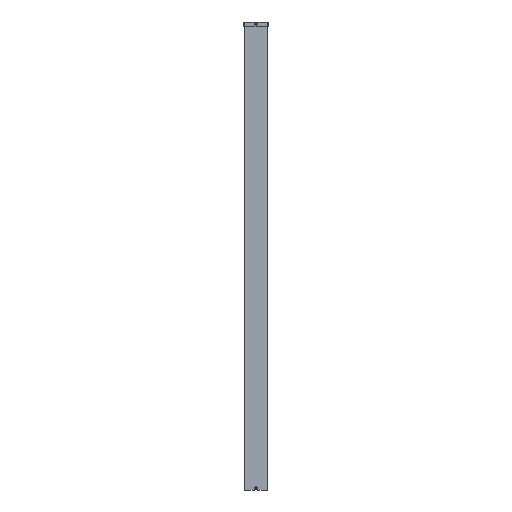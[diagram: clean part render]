
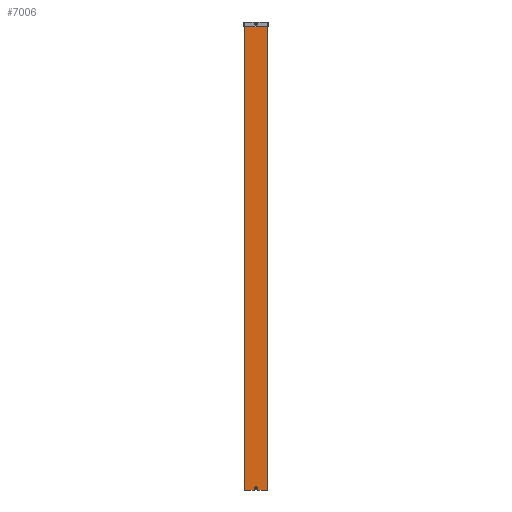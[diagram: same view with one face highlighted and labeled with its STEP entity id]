
A CAD part, front view. The second image highlights one B-rep face of the part: STEP entity #7006.
In plain terms, the highlighted planar face has unit normal (0, -1, 0).
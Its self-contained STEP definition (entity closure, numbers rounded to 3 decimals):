
#53 = EDGE_CURVE ( 'NONE', #6918, #2034, #2239, .T. ) ;
#111 = AXIS2_PLACEMENT_3D ( 'NONE', #6995, #6906, #7077 ) ;
#121 = CARTESIAN_POINT ( 'NONE',  ( -74., 0., -2969. ) ) ;
#164 = EDGE_CURVE ( 'NONE', #273, #2107, #3318, .T. ) ;
#207 = CARTESIAN_POINT ( 'NONE',  ( -7.3, 0., -2955. ) ) ;
#266 = DIRECTION ( 'NONE',  ( 0., 0., 1. ) ) ;
#273 = VERTEX_POINT ( 'NONE', #2025 ) ;
#300 = CARTESIAN_POINT ( 'NONE',  ( 74., 0., -2969. ) ) ;
#311 = VECTOR ( 'NONE', #7259, 1000. ) ;
#358 = CARTESIAN_POINT ( 'NONE',  ( -75., 0., -2969. ) ) ;
#359 = EDGE_CURVE ( 'NONE', #1426, #2766, #5682, .T. ) ;
#398 = EDGE_CURVE ( 'NONE', #1159, #6048, #5477, .T. ) ;
#416 = CIRCLE ( 'NONE', #1707, 7.3 ) ;
#622 = EDGE_CURVE ( 'NONE', #2034, #6823, #1554, .T. ) ;
#668 = CARTESIAN_POINT ( 'NONE',  ( 0., 0., -2955. ) ) ;
#669 = CARTESIAN_POINT ( 'NONE',  ( 75., 0., 0. ) ) ;
#708 = LINE ( 'NONE', #121, #3812 ) ;
#729 = ORIENTED_EDGE ( 'NONE', *, *, #1027, .F. ) ;
#740 = VERTEX_POINT ( 'NONE', #8101 ) ;
#748 = DIRECTION ( 'NONE',  ( 0., 0., 1. ) ) ;
#869 = CARTESIAN_POINT ( 'NONE',  ( -74., 0., -2969. ) ) ;
#929 = ORIENTED_EDGE ( 'NONE', *, *, #7490, .F. ) ;
#1027 = EDGE_CURVE ( 'NONE', #740, #2766, #7941, .T. ) ;
#1114 = ORIENTED_EDGE ( 'NONE', *, *, #53, .T. ) ;
#1159 = VERTEX_POINT ( 'NONE', #3866 ) ;
#1165 = AXIS2_PLACEMENT_3D ( 'NONE', #2288, #5414, #3544 ) ;
#1244 = VERTEX_POINT ( 'NONE', #207 ) ;
#1261 = VECTOR ( 'NONE', #7572, 1000. ) ;
#1263 = VERTEX_POINT ( 'NONE', #5809 ) ;
#1280 = DIRECTION ( 'NONE',  ( -1., 0., 0. ) ) ;
#1282 = DIRECTION ( 'NONE',  ( 1., 0., 0. ) ) ;
#1356 = DIRECTION ( 'NONE',  ( 1., 0., 0. ) ) ;
#1426 = VERTEX_POINT ( 'NONE', #2368 ) ;
#1499 = ORIENTED_EDGE ( 'NONE', *, *, #398, .T. ) ;
#1554 = CIRCLE ( 'NONE', #4274, 0.5 ) ;
#1575 = EDGE_CURVE ( 'NONE', #1263, #1244, #416, .T. ) ;
#1707 = AXIS2_PLACEMENT_3D ( 'NONE', #668, #5020, #1280 ) ;
#1716 = EDGE_CURVE ( 'NONE', #6239, #4838, #4800, .T. ) ;
#1966 = DIRECTION ( 'NONE',  ( 0.707, 0., 0.707 ) ) ;
#1982 = ORIENTED_EDGE ( 'NONE', *, *, #3688, .T. ) ;
#2025 = CARTESIAN_POINT ( 'NONE',  ( 11.061, 0., -2968.854 ) ) ;
#2034 = VERTEX_POINT ( 'NONE', #3542 ) ;
#2107 = VERTEX_POINT ( 'NONE', #6708 ) ;
#2239 = LINE ( 'NONE', #7160, #3900 ) ;
#2275 = FACE_BOUND ( 'NONE', #3925, .T. ) ;
#2288 = CARTESIAN_POINT ( 'NONE',  ( 75., 0., -2969. ) ) ;
#2338 = VECTOR ( 'NONE', #266, 1000. ) ;
#2368 = CARTESIAN_POINT ( 'NONE',  ( 74., 0., -2969. ) ) ;
#2538 = AXIS2_PLACEMENT_3D ( 'NONE', #6365, #2576, #6987 ) ;
#2576 = DIRECTION ( 'NONE',  ( 0., 1., 0. ) ) ;
#2591 = CARTESIAN_POINT ( 'NONE',  ( -11.207, 0., -2969. ) ) ;
#2631 = EDGE_CURVE ( 'NONE', #4838, #273, #7977, .T. ) ;
#2710 = EDGE_CURVE ( 'NONE', #1244, #1263, #5915, .T. ) ;
#2766 = VERTEX_POINT ( 'NONE', #5399 ) ;
#2792 = DIRECTION ( 'NONE',  ( 0., 1., 0. ) ) ;
#2914 = PLANE ( 'NONE',  #1165 ) ;
#2951 = ORIENTED_EDGE ( 'NONE', *, *, #5534, .T. ) ;
#3145 = ORIENTED_EDGE ( 'NONE', *, *, #7500, .T. ) ;
#3168 = AXIS2_PLACEMENT_3D ( 'NONE', #4003, #4030, #4134 ) ;
#3318 = CIRCLE ( 'NONE', #3168, 0.5 ) ;
#3348 = DIRECTION ( 'NONE',  ( 0.707, 0., -0.707 ) ) ;
#3444 = CARTESIAN_POINT ( 'NONE',  ( -11.414, 0., -2968.5 ) ) ;
#3471 = DIRECTION ( 'NONE',  ( 0., -1., 0. ) ) ;
#3499 = DIRECTION ( 'NONE',  ( 1., 0., 0. ) ) ;
#3542 = CARTESIAN_POINT ( 'NONE',  ( -11.414, 0., -2969. ) ) ;
#3544 = DIRECTION ( 'NONE',  ( 1., 0., 0. ) ) ;
#3625 = LINE ( 'NONE', #5746, #6976 ) ;
#3688 = EDGE_CURVE ( 'NONE', #2107, #1426, #6975, .T. ) ;
#3743 = FACE_OUTER_BOUND ( 'NONE', #5338, .T. ) ;
#3752 = AXIS2_PLACEMENT_3D ( 'NONE', #6572, #2792, #7210 ) ;
#3812 = VECTOR ( 'NONE', #748, 1000. ) ;
#3837 = ORIENTED_EDGE ( 'NONE', *, *, #359, .T. ) ;
#3866 = CARTESIAN_POINT ( 'NONE',  ( -10.854, 0., -2968.646 ) ) ;
#3900 = VECTOR ( 'NONE', #5114, 1000. ) ;
#3925 = EDGE_LOOP ( 'NONE', ( #7307, #6543 ) ) ;
#4003 = CARTESIAN_POINT ( 'NONE',  ( 11.414, 0., -2968.5 ) ) ;
#4030 = DIRECTION ( 'NONE',  ( 0., -1., 0. ) ) ;
#4033 = ORIENTED_EDGE ( 'NONE', *, *, #7352, .F. ) ;
#4134 = DIRECTION ( 'NONE',  ( 1., 0., 0. ) ) ;
#4274 = AXIS2_PLACEMENT_3D ( 'NONE', #3444, #3471, #3499 ) ;
#4428 = ORIENTED_EDGE ( 'NONE', *, *, #622, .T. ) ;
#4430 = CARTESIAN_POINT ( 'NONE',  ( -11.061, 0., -2968.854 ) ) ;
#4461 = VECTOR ( 'NONE', #1966, 1000. ) ;
#4608 = LINE ( 'NONE', #669, #7962 ) ;
#4633 = CARTESIAN_POINT ( 'NONE',  ( 10.5, 0., -2968.5 ) ) ;
#4800 = CIRCLE ( 'NONE', #2538, 0.5 ) ;
#4838 = VERTEX_POINT ( 'NONE', #7565 ) ;
#5016 = ORIENTED_EDGE ( 'NONE', *, *, #1716, .T. ) ;
#5020 = DIRECTION ( 'NONE',  ( 0., 1., 0. ) ) ;
#5105 = ORIENTED_EDGE ( 'NONE', *, *, #164, .T. ) ;
#5114 = DIRECTION ( 'NONE',  ( 1., 0., 0. ) ) ;
#5338 = EDGE_LOOP ( 'NONE', ( #8082, #5105, #1982, #3837, #729, #4033, #929, #1114, #4428, #2951, #1499, #3145, #5016 ) ) ;
#5399 = CARTESIAN_POINT ( 'NONE',  ( 74., 0., 0. ) ) ;
#5414 = DIRECTION ( 'NONE',  ( 0., -1., 0. ) ) ;
#5477 = CIRCLE ( 'NONE', #111, 0.5 ) ;
#5534 = EDGE_CURVE ( 'NONE', #6823, #1159, #7819, .T. ) ;
#5682 = LINE ( 'NONE', #300, #2338 ) ;
#5695 = CARTESIAN_POINT ( 'NONE',  ( -10.5, 0., -2968.5 ) ) ;
#5746 = CARTESIAN_POINT ( 'NONE',  ( -75., 0., -2968.5 ) ) ;
#5809 = CARTESIAN_POINT ( 'NONE',  ( 7.3, 0., -2955. ) ) ;
#5915 = CIRCLE ( 'NONE', #3752, 7.3 ) ;
#6048 = VERTEX_POINT ( 'NONE', #5695 ) ;
#6155 = CARTESIAN_POINT ( 'NONE',  ( -74., 0., 0. ) ) ;
#6239 = VERTEX_POINT ( 'NONE', #4633 ) ;
#6321 = VECTOR ( 'NONE', #3348, 1000. ) ;
#6365 = CARTESIAN_POINT ( 'NONE',  ( 10.5, 0., -2969. ) ) ;
#6543 = ORIENTED_EDGE ( 'NONE', *, *, #1575, .T. ) ;
#6572 = CARTESIAN_POINT ( 'NONE',  ( 0., 0., -2955. ) ) ;
#6575 = VERTEX_POINT ( 'NONE', #6155 ) ;
#6708 = CARTESIAN_POINT ( 'NONE',  ( 11.414, 0., -2969. ) ) ;
#6823 = VERTEX_POINT ( 'NONE', #4430 ) ;
#6906 = DIRECTION ( 'NONE',  ( 0., 1., 0. ) ) ;
#6918 = VERTEX_POINT ( 'NONE', #869 ) ;
#6975 = LINE ( 'NONE', #358, #311 ) ;
#6976 = VECTOR ( 'NONE', #1356, 1000. ) ;
#6987 = DIRECTION ( 'NONE',  ( -1., 0., 0. ) ) ;
#6995 = CARTESIAN_POINT ( 'NONE',  ( -10.5, 0., -2969. ) ) ;
#7006 = ADVANCED_FACE ( 'NONE', ( #2275, #3743 ), #2914, .T. ) ;
#7077 = DIRECTION ( 'NONE',  ( -1., 0., 0. ) ) ;
#7127 = CARTESIAN_POINT ( 'NONE',  ( 11.207, 0., -2969. ) ) ;
#7160 = CARTESIAN_POINT ( 'NONE',  ( -75., 0., -2969. ) ) ;
#7210 = DIRECTION ( 'NONE',  ( -1., 0., 0. ) ) ;
#7259 = DIRECTION ( 'NONE',  ( 1., 0., 0. ) ) ;
#7307 = ORIENTED_EDGE ( 'NONE', *, *, #2710, .T. ) ;
#7352 = EDGE_CURVE ( 'NONE', #6575, #740, #4608, .T. ) ;
#7490 = EDGE_CURVE ( 'NONE', #6918, #6575, #708, .T. ) ;
#7500 = EDGE_CURVE ( 'NONE', #6048, #6239, #3625, .T. ) ;
#7565 = CARTESIAN_POINT ( 'NONE',  ( 10.854, 0., -2968.646 ) ) ;
#7572 = DIRECTION ( 'NONE',  ( 1., 0., 0. ) ) ;
#7648 = CARTESIAN_POINT ( 'NONE',  ( -74., 0., 0. ) ) ;
#7819 = LINE ( 'NONE', #2591, #4461 ) ;
#7941 = LINE ( 'NONE', #7648, #1261 ) ;
#7962 = VECTOR ( 'NONE', #1282, 1000. ) ;
#7977 = LINE ( 'NONE', #7127, #6321 ) ;
#8082 = ORIENTED_EDGE ( 'NONE', *, *, #2631, .T. ) ;
#8101 = CARTESIAN_POINT ( 'NONE',  ( 0., 0., 0. ) ) ;
